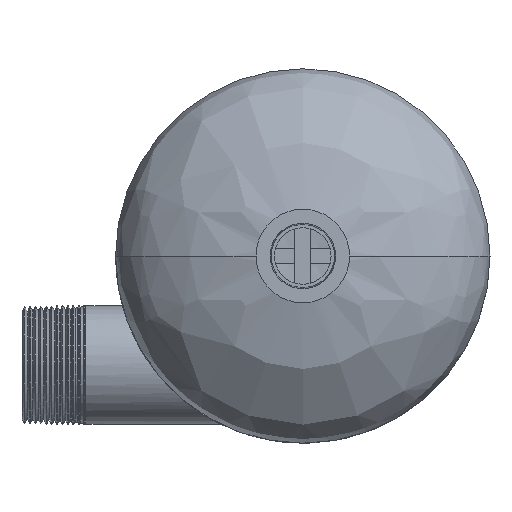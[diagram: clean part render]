
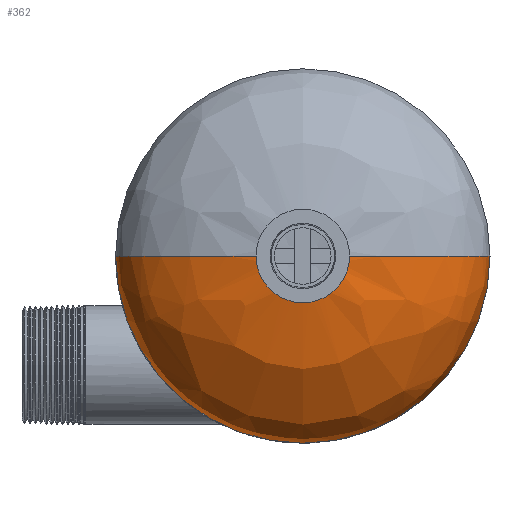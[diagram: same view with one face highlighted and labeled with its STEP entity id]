
A CAD part, front view. The second image highlights one B-rep face of the part: STEP entity #362.
In plain terms, the highlighted free-form (B-spline) face has degree [3, 3] with [4, 4] control points.
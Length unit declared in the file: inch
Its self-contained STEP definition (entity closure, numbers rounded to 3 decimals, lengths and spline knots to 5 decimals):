
#27 = CARTESIAN_POINT ( 'NONE',  ( 0.59375, 2.53257, 0. ) ) ;
#200 = CIRCLE ( 'NONE', #8783, 3. ) ;
#230 = CARTESIAN_POINT ( 'NONE',  ( 0.59375, 2.53257, 0. ) ) ;
#254 = ORIENTED_EDGE ( 'NONE', *, *, #6803, .F. ) ;
#362 = ADVANCED_FACE ( 'NONE', ( #4175 ), #6763, .F. ) ;
#542 = CARTESIAN_POINT ( 'NONE',  ( 3., 1.77723, 0. ) ) ;
#932 = VERTEX_POINT ( 'NONE', #7553 ) ;
#1202 = CARTESIAN_POINT ( 'NONE',  ( 0., 1., 0. ) ) ;
#1336 = AXIS2_PLACEMENT_3D ( 'NONE', #1573, #4745, #10064 ) ;
#1372 = CARTESIAN_POINT ( 'NONE',  ( 2.05558, 2.37875, 0. ) ) ;
#1424 = CARTESIAN_POINT ( 'NONE',  ( -3., 1.77723, 6. ) ) ;
#1559 = DIRECTION ( 'NONE',  ( 0., -1., 0. ) ) ;
#1573 = CARTESIAN_POINT ( 'NONE',  ( 0., 2.53257, 0. ) ) ;
#1968 = EDGE_CURVE ( 'NONE', #932, #8728, #9915, .T. ) ;
#2214 = CARTESIAN_POINT ( 'NONE',  ( 2.05558, 2.37875, 0. ) ) ;
#2599 = VERTEX_POINT ( 'NONE', #8925 ) ;
#2924 =( BOUNDED_CURVE ( )  B_SPLINE_CURVE ( 3, ( #9299, #2214, #8526, #2952 ),
 .UNSPECIFIED., .F., .F. ) 
 B_SPLINE_CURVE_WITH_KNOTS ( ( 4, 4 ),
 ( 4.91162, 6.28319 ),
 .UNSPECIFIED. ) 
 CURVE ( )  GEOMETRIC_REPRESENTATION_ITEM ( )  RATIONAL_B_SPLINE_CURVE ( ( 1., 0.849, 0.849, 1. ) ) 
 REPRESENTATION_ITEM ( '' )  );
#2952 = CARTESIAN_POINT ( 'NONE',  ( 3., 1., 0. ) ) ;
#3039 = CARTESIAN_POINT ( 'NONE',  ( -3., 1., 0. ) ) ;
#3160 = CARTESIAN_POINT ( 'NONE',  ( -3., 1., 0. ) ) ;
#3775 = CARTESIAN_POINT ( 'NONE',  ( -3., 1., 6. ) ) ;
#3801 = CARTESIAN_POINT ( 'NONE',  ( -0.59375, 2.53257, 0. ) ) ;
#4175 = FACE_OUTER_BOUND ( 'NONE', #7198, .T. ) ;
#4493 = CARTESIAN_POINT ( 'NONE',  ( -3., 1.77723, 0. ) ) ;
#4745 = DIRECTION ( 'NONE',  ( 0., 1., 0. ) ) ;
#5289 = ORIENTED_EDGE ( 'NONE', *, *, #7756, .F. ) ;
#5415 = CARTESIAN_POINT ( 'NONE',  ( -2.05558, 2.37875, 0. ) ) ;
#5662 = CIRCLE ( 'NONE', #1336, 0.59375 ) ;
#5755 = ORIENTED_EDGE ( 'NONE', *, *, #1968, .T. ) ;
#6099 = CARTESIAN_POINT ( 'NONE',  ( -2.05558, 2.37875, 0. ) ) ;
#6369 = EDGE_CURVE ( 'NONE', #932, #6411, #5662, .T. ) ;
#6411 = VERTEX_POINT ( 'NONE', #27 ) ;
#6763 =( BOUNDED_SURFACE ( )  B_SPLINE_SURFACE ( 3, 3, ( 
 ( #230, #7031, #7649, #10117 ),
 ( #1372, #7701, #9292, #6099 ),
 ( #542, #6930, #1424, #4493 ),
 ( #7745, #6825, #3775, #3039 ) ),
 .UNSPECIFIED., .F., .F., .T. ) 
 B_SPLINE_SURFACE_WITH_KNOTS ( ( 4, 4 ),
 ( 4, 4 ),
 ( 0., 1. ),
 ( 0., 1. ),
 .UNSPECIFIED. ) 
 GEOMETRIC_REPRESENTATION_ITEM ( )  RATIONAL_B_SPLINE_SURFACE ( (
 ( 1., 0.333, 0.333, 1.),
 ( 0.849, 0.283, 0.283, 0.849),
 ( 0.849, 0.283, 0.283, 0.849),
 ( 1., 0.333, 0.333, 1.) ) ) 
 REPRESENTATION_ITEM ( '' )  SURFACE ( )  );
#6803 = EDGE_CURVE ( 'NONE', #2599, #8728, #200, .T. ) ;
#6825 = CARTESIAN_POINT ( 'NONE',  ( 3., 1., 6. ) ) ;
#6930 = CARTESIAN_POINT ( 'NONE',  ( 3., 1.77723, 6. ) ) ;
#7031 = CARTESIAN_POINT ( 'NONE',  ( 0.59375, 2.53257, 1.1875 ) ) ;
#7105 = CARTESIAN_POINT ( 'NONE',  ( -3., 1.77723, 0. ) ) ;
#7198 = EDGE_LOOP ( 'NONE', ( #7224, #5755, #254, #5289 ) ) ;
#7224 = ORIENTED_EDGE ( 'NONE', *, *, #6369, .F. ) ;
#7553 = CARTESIAN_POINT ( 'NONE',  ( -0.59375, 2.53257, 0. ) ) ;
#7649 = CARTESIAN_POINT ( 'NONE',  ( -0.59375, 2.53257, 1.1875 ) ) ;
#7701 = CARTESIAN_POINT ( 'NONE',  ( 2.05558, 2.37875, 4.11115 ) ) ;
#7745 = CARTESIAN_POINT ( 'NONE',  ( 3., 1., 0. ) ) ;
#7756 = EDGE_CURVE ( 'NONE', #6411, #2599, #2924, .T. ) ;
#8526 = CARTESIAN_POINT ( 'NONE',  ( 3., 1.77723, 0. ) ) ;
#8545 = CARTESIAN_POINT ( 'NONE',  ( -3., 1., 0. ) ) ;
#8648 = DIRECTION ( 'NONE',  ( 1., 0., 0. ) ) ;
#8728 = VERTEX_POINT ( 'NONE', #3160 ) ;
#8783 = AXIS2_PLACEMENT_3D ( 'NONE', #1202, #1559, #8648 ) ;
#8925 = CARTESIAN_POINT ( 'NONE',  ( 3., 1., 0. ) ) ;
#9292 = CARTESIAN_POINT ( 'NONE',  ( -2.05558, 2.37875, 4.11115 ) ) ;
#9299 = CARTESIAN_POINT ( 'NONE',  ( 0.59375, 2.53257, 0. ) ) ;
#9915 =( BOUNDED_CURVE ( )  B_SPLINE_CURVE ( 3, ( #3801, #5415, #7105, #8545 ),
 .UNSPECIFIED., .F., .F. ) 
 B_SPLINE_CURVE_WITH_KNOTS ( ( 4, 4 ),
 ( 4.91162, 6.28319 ),
 .UNSPECIFIED. ) 
 CURVE ( )  GEOMETRIC_REPRESENTATION_ITEM ( )  RATIONAL_B_SPLINE_CURVE ( ( 1., 0.849, 0.849, 1. ) ) 
 REPRESENTATION_ITEM ( '' )  );
#10064 = DIRECTION ( 'NONE',  ( 1., 0., 0. ) ) ;
#10117 = CARTESIAN_POINT ( 'NONE',  ( -0.59375, 2.53257, 0. ) ) ;
